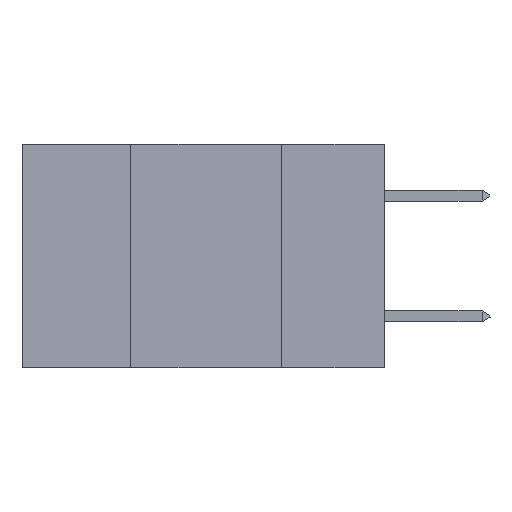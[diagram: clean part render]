
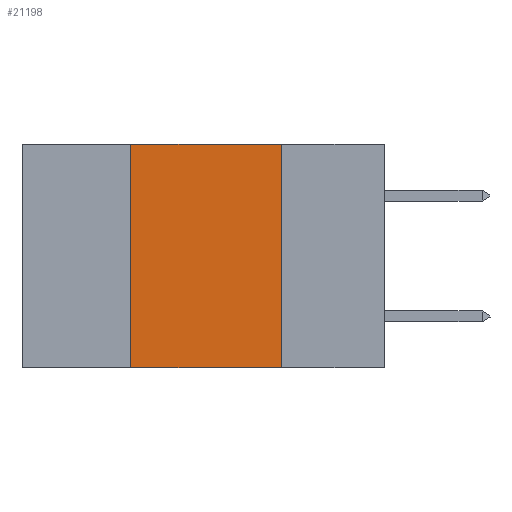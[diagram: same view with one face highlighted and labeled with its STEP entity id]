
A CAD part, left-side view. The second image highlights one B-rep face of the part: STEP entity #21198.
In plain terms, the highlighted planar face has unit normal (-1, 0, 0).
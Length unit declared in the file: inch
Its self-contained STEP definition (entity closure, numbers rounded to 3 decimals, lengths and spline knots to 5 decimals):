
#121 = VERTEX_POINT ( 'NONE', #15133 ) ;
#400 = VECTOR ( 'NONE', #5166, 39.37008 ) ;
#2920 = EDGE_CURVE ( 'NONE', #121, #21152, #11422, .T. ) ;
#3372 = AXIS2_PLACEMENT_3D ( 'NONE', #14875, #11471, #4077 ) ;
#4077 = DIRECTION ( 'NONE',  ( 0., 0., -1. ) ) ;
#4299 = PLANE ( 'NONE',  #3372 ) ;
#5166 = DIRECTION ( 'NONE',  ( 0., -1., 0. ) ) ;
#5240 = EDGE_CURVE ( 'NONE', #21081, #17926, #22995, .T. ) ;
#5900 = EDGE_CURVE ( 'NONE', #21081, #121, #14430, .T. ) ;
#6468 = VECTOR ( 'NONE', #18358, 39.37008 ) ;
#7393 = VECTOR ( 'NONE', #19634, 39.37008 ) ;
#7400 = EDGE_CURVE ( 'NONE', #21152, #17926, #8990, .T. ) ;
#7785 = CARTESIAN_POINT ( 'NONE',  ( 0., 0.17, 0. ) ) ;
#8292 = DIRECTION ( 'NONE',  ( 0., -1., 0. ) ) ;
#8304 = ORIENTED_EDGE ( 'NONE', *, *, #5240, .T. ) ;
#8989 = ORIENTED_EDGE ( 'NONE', *, *, #5900, .F. ) ;
#8990 = LINE ( 'NONE', #14575, #6468 ) ;
#11206 = EDGE_LOOP ( 'NONE', ( #16632, #21093, #8989, #8304 ) ) ;
#11422 = LINE ( 'NONE', #15965, #400 ) ;
#11471 = DIRECTION ( 'NONE',  ( 1., 0., 0. ) ) ;
#12165 = VECTOR ( 'NONE', #8292, 39.37008 ) ;
#12393 = CARTESIAN_POINT ( 'NONE',  ( 0., 0.42, 0. ) ) ;
#12450 = FACE_OUTER_BOUND ( 'NONE', #11206, .T. ) ;
#13579 = CARTESIAN_POINT ( 'NONE',  ( 0., 0.42, -0.37 ) ) ;
#14430 = LINE ( 'NONE', #12393, #7393 ) ;
#14575 = CARTESIAN_POINT ( 'NONE',  ( 0., 0.17, 0. ) ) ;
#14875 = CARTESIAN_POINT ( 'NONE',  ( 0., 0.6, 0. ) ) ;
#15133 = CARTESIAN_POINT ( 'NONE',  ( 0., 0.42, 0. ) ) ;
#15965 = CARTESIAN_POINT ( 'NONE',  ( 0., 0.6, 0. ) ) ;
#16632 = ORIENTED_EDGE ( 'NONE', *, *, #7400, .F. ) ;
#17926 = VERTEX_POINT ( 'NONE', #19844 ) ;
#18358 = DIRECTION ( 'NONE',  ( 0., 0., -1. ) ) ;
#19313 = CARTESIAN_POINT ( 'NONE',  ( 0., 0.6, -0.37 ) ) ;
#19634 = DIRECTION ( 'NONE',  ( 0., 0., 1. ) ) ;
#19844 = CARTESIAN_POINT ( 'NONE',  ( 0., 0.17, -0.37 ) ) ;
#21081 = VERTEX_POINT ( 'NONE', #13579 ) ;
#21093 = ORIENTED_EDGE ( 'NONE', *, *, #2920, .F. ) ;
#21152 = VERTEX_POINT ( 'NONE', #7785 ) ;
#21198 = ADVANCED_FACE ( 'NONE', ( #12450 ), #4299, .F. ) ;
#22995 = LINE ( 'NONE', #19313, #12165 ) ;
